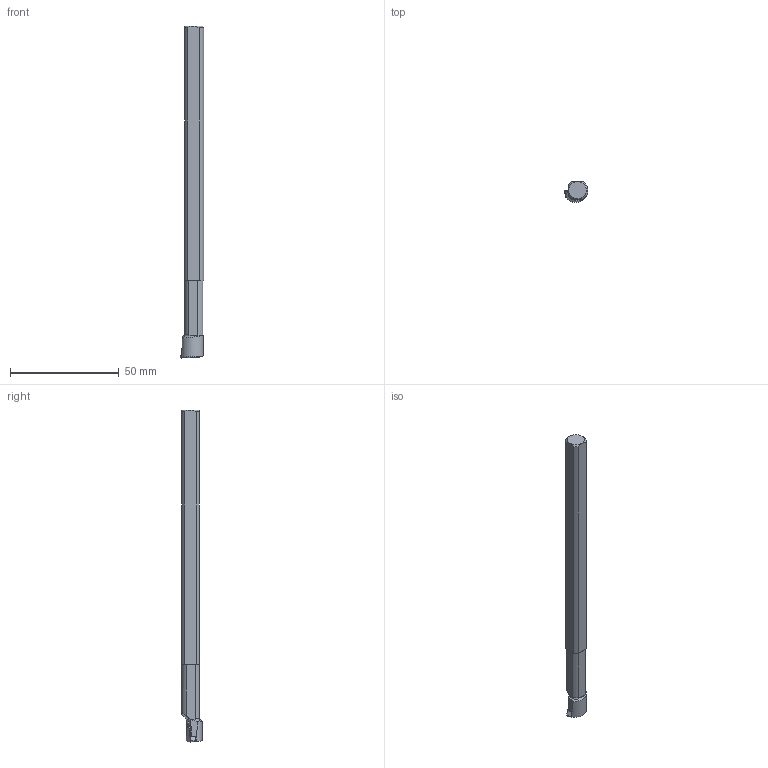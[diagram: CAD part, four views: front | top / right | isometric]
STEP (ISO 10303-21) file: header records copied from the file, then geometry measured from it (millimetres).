
FILE_DESCRIPTION(/* description */ (''),/* implementation_level */ '2;1');
FILE_NAME(/* name */ 'A06-STUCR-2.stp',/* time_stamp */ '2016-01-04T14:58:11+05:00',/* author */ (''),/* organization */ (''),/* preprocessor_version */ 'ST-DEVELOPER v15',/* originating_system */ 'SIEMENS PLM Software NX 8.5',/* authorisation */ '');
FILE_SCHEMA (('AUTOMOTIVE_DESIGN { 1 0 10303 214 3 1 1 1 }'));
Length unit declared in the file: millimetre
Products named in the file (1): inpu1F84729Cf5sn
Bounding box: 10.86 x 9.33 x 152.37 mm (x, y, z)
Volume: 9368.9 mm3; surface area: 4781 mm2
Topology: 3 solids, 3 shells, 52 faces, 139 edges, 93 vertices
Faces by surface type: plane 31, cone 7, cylinder 7, bspline 6, torus 1
Entity records: 1826 total; most frequent: CARTESIAN_POINT 540, ORIENTED_EDGE 278, DIRECTION 223, EDGE_CURVE 139, VERTEX_POINT 93, LINE 75, VECTOR 75, AXIS2_PLACEMENT_3D 74
